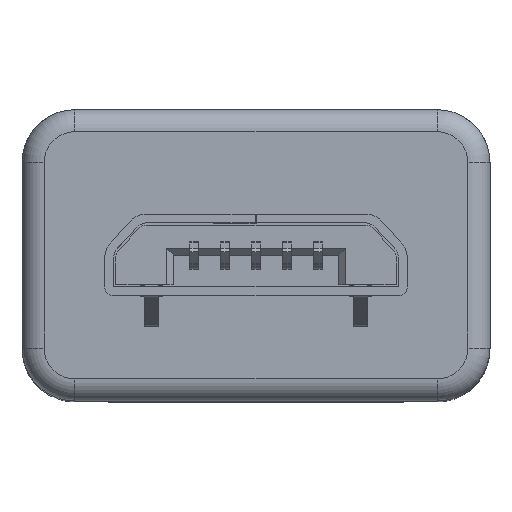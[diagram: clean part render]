
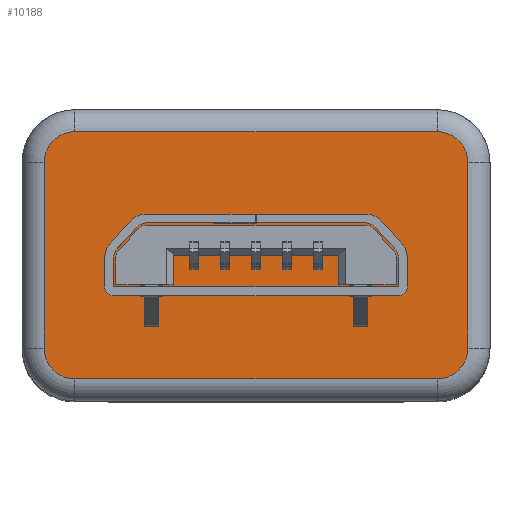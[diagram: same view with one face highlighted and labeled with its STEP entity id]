
A CAD part, top view. The second image highlights one B-rep face of the part: STEP entity #10188.
In plain terms, the highlighted planar face has unit normal (0, 0, 1).
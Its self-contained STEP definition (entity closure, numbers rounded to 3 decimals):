
#1126=LINE('',#20002,#1936);
#1128=LINE('',#20012,#1938);
#1129=LINE('',#20020,#1939);
#1131=LINE('',#20029,#1941);
#1936=VECTOR('',#13771,10.);
#1938=VECTOR('',#13785,10.);
#1939=VECTOR('',#13796,10.);
#1941=VECTOR('',#13808,10.);
#2760=FACE_OUTER_BOUND('',#3375,.T.);
#3375=EDGE_LOOP('',(#9057,#9058,#9059,#9060,#9061,#9062,#9063,#9064));
#3882=CIRCLE('',#11180,0.7);
#3885=CIRCLE('',#11185,0.7);
#3888=CIRCLE('',#11190,0.7);
#3890=CIRCLE('',#11194,0.7);
#4771=VERTEX_POINT('',#19999);
#4772=VERTEX_POINT('',#20001);
#4773=VERTEX_POINT('',#20005);
#4774=VERTEX_POINT('',#20009);
#4775=VERTEX_POINT('',#20014);
#4776=VERTEX_POINT('',#20018);
#4777=VERTEX_POINT('',#20022);
#4778=VERTEX_POINT('',#20026);
#6210=EDGE_CURVE('',#4771,#4772,#1126,.T.);
#6213=EDGE_CURVE('',#4772,#4773,#3882,.T.);
#6216=EDGE_CURVE('',#4773,#4774,#1128,.T.);
#6218=EDGE_CURVE('',#4774,#4775,#3885,.T.);
#6220=EDGE_CURVE('',#4775,#4776,#1129,.T.);
#6222=EDGE_CURVE('',#4776,#4777,#3888,.T.);
#6225=EDGE_CURVE('',#4777,#4778,#1131,.T.);
#6226=EDGE_CURVE('',#4778,#4771,#3890,.T.);
#9057=ORIENTED_EDGE('',*,*,#6210,.F.);
#9058=ORIENTED_EDGE('',*,*,#6226,.F.);
#9059=ORIENTED_EDGE('',*,*,#6225,.F.);
#9060=ORIENTED_EDGE('',*,*,#6222,.F.);
#9061=ORIENTED_EDGE('',*,*,#6220,.F.);
#9062=ORIENTED_EDGE('',*,*,#6218,.F.);
#9063=ORIENTED_EDGE('',*,*,#6216,.F.);
#9064=ORIENTED_EDGE('',*,*,#6213,.F.);
#9623=PLANE('',#11200);
#10188=ADVANCED_FACE('',(#2760),#9623,.T.);
#11180=AXIS2_PLACEMENT_3D('',#20007,#13778,#13779);
#11185=AXIS2_PLACEMENT_3D('',#20016,#13790,#13791);
#11190=AXIS2_PLACEMENT_3D('',#20024,#13801,#13802);
#11194=AXIS2_PLACEMENT_3D('',#20031,#13811,#13812);
#11200=AXIS2_PLACEMENT_3D('',#20050,#13828,#13829);
#13771=DIRECTION('',(0.,1.,0.));
#13778=DIRECTION('center_axis',(0.,0.,-1.));
#13779=DIRECTION('ref_axis',(-0.707,0.707,0.));
#13785=DIRECTION('',(1.,0.,0.));
#13790=DIRECTION('center_axis',(0.,0.,-1.));
#13791=DIRECTION('ref_axis',(0.707,0.707,0.));
#13796=DIRECTION('',(0.,-1.,0.));
#13801=DIRECTION('center_axis',(0.,0.,-1.));
#13802=DIRECTION('ref_axis',(0.707,-0.707,0.));
#13808=DIRECTION('',(-1.,0.,0.));
#13811=DIRECTION('center_axis',(0.,0.,-1.));
#13812=DIRECTION('ref_axis',(-0.707,-0.707,0.));
#13828=DIRECTION('center_axis',(0.,0.,1.));
#13829=DIRECTION('ref_axis',(1.,0.,0.));
#19999=CARTESIAN_POINT('',(-4.8,-2.1,0.));
#20001=CARTESIAN_POINT('',(-4.8,2.1,0.));
#20002=CARTESIAN_POINT('',(-4.8,0.,0.));
#20005=CARTESIAN_POINT('',(-4.1,2.8,0.));
#20007=CARTESIAN_POINT('Origin',(-4.1,2.1,0.));
#20009=CARTESIAN_POINT('',(4.1,2.8,0.));
#20012=CARTESIAN_POINT('',(-2.65,2.8,0.));
#20014=CARTESIAN_POINT('',(4.8,2.1,0.));
#20016=CARTESIAN_POINT('Origin',(4.1,2.1,0.));
#20018=CARTESIAN_POINT('',(4.8,-2.1,0.));
#20020=CARTESIAN_POINT('',(4.8,0.,0.));
#20022=CARTESIAN_POINT('',(4.1,-2.8,0.));
#20024=CARTESIAN_POINT('Origin',(4.1,-2.1,0.));
#20026=CARTESIAN_POINT('',(-4.1,-2.8,0.));
#20029=CARTESIAN_POINT('',(-2.65,-2.8,0.));
#20031=CARTESIAN_POINT('Origin',(-4.1,-2.1,0.));
#20050=CARTESIAN_POINT('Origin',(-5.3,0.,0.));
